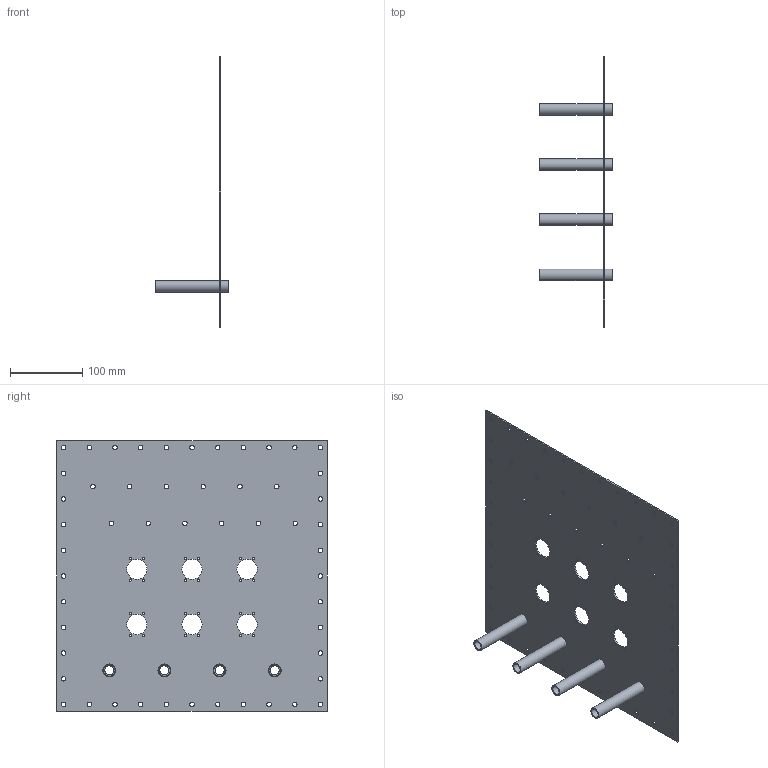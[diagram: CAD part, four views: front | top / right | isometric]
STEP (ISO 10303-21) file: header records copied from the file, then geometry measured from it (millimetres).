
FILE_DESCRIPTION(/* description */ (''),/* implementation_level */ '2;1');
FILE_NAME(/* name */ 'panel_waveguide.stp',/* time_stamp */ '2017-06-22T14:24:46-07:00',/* author */ ('Zara'),/* organization */ (''),/* preprocessor_version */ 'ST-DEVELOPER v16.5',/* originating_system */ 'Autodesk Inventor 2017',/* authorisation */ '');
FILE_SCHEMA (('AUTOMOTIVE_DESIGN { 1 0 10303 214 3 1 1 }'));
Length unit declared in the file: inch
Products named in the file (3): panel_waveguide; RD-A001-P001-REV0-cutouts; waveguide
Assembly tree (5 placements, depth 2):
  panel_waveguide
    waveguide  x4
    RD-A001-P001-REV0-cutouts
Bounding box: 100 x 374 x 374 mm (x, y, z)
Volume: 296255.7 mm3; surface area: 310118.2 mm2
Topology: 5 solids, 5 shells, 120 faces, 367 edges, 260 vertices
Faces by surface type: cylinder 94, plane 26
Full cylindrical faces by diameter (mm): 3.251 x24, 6.2 x40, 12.573 x4, 15.875 x4, 18 x4, 28 x6
Entity records: 3837 total; most frequent: DIRECTION 667, CARTESIAN_POINT 579, ORIENTED_EDGE 472, EDGE_LOOP 358, AXIS2_PLACEMENT_3D 302, FACE_BOUND 250, EDGE_CURVE 236, VERTEX_POINT 208
